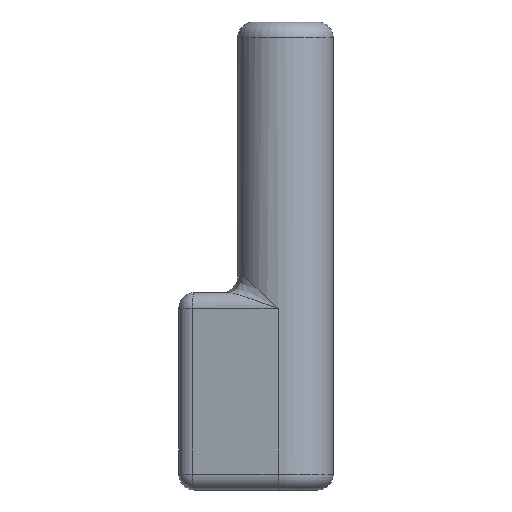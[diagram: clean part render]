
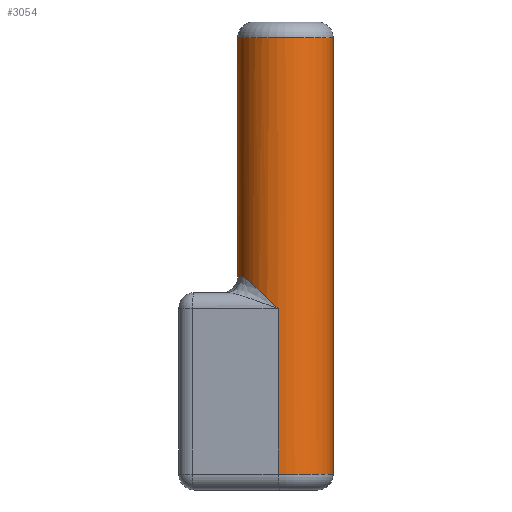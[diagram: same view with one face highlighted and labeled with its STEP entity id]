
A CAD part, front view. The second image highlights one B-rep face of the part: STEP entity #3054.
In plain terms, the highlighted cylindrical face has radius 15 mm (diameter 30 mm), a partial arc.
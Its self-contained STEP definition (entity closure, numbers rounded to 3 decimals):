
#21=B_SPLINE_CURVE_WITH_KNOTS('',3,(#5002,#5003,#5004,#5005,#5006,#5007,
#5008,#5009,#5010,#5011),.UNSPECIFIED.,.F.,.F.,(4,2,1,1,1,1,4),(-0.002,
0.,0.469,0.938,1.407,1.876,
2.345),.UNSPECIFIED.);
#62=CYLINDRICAL_SURFACE('',#3315,15.);
#177=FACE_OUTER_BOUND('',#354,.T.);
#354=EDGE_LOOP('',(#2499,#2500,#2501,#2502,#2503,#2504,#2505,#2506,#2507,
#2508,#2509,#2510,#2511));
#508=CIRCLE('',#3316,15.);
#509=CIRCLE('',#3317,15.);
#510=CIRCLE('',#3318,15.);
#626=LINE('',#4542,#950);
#634=LINE('',#4561,#958);
#644=LINE('',#4583,#968);
#685=LINE('',#4668,#1009);
#715=LINE('',#4794,#1039);
#721=LINE('',#4812,#1045);
#722=LINE('',#4815,#1046);
#723=LINE('',#4819,#1047);
#806=LINE('',#5012,#1130);
#950=VECTOR('',#3611,10.);
#958=VECTOR('',#3627,10.);
#968=VECTOR('',#3645,10.);
#1009=VECTOR('',#3700,10.);
#1039=VECTOR('',#3842,10.);
#1045=VECTOR('',#3866,10.);
#1046=VECTOR('',#3871,10.);
#1047=VECTOR('',#3876,10.);
#1130=VECTOR('',#4023,10.);
#1278=VERTEX_POINT('',#4532);
#1281=VERTEX_POINT('',#4540);
#1287=VERTEX_POINT('',#4558);
#1288=VERTEX_POINT('',#4560);
#1295=VERTEX_POINT('',#4580);
#1296=VERTEX_POINT('',#4582);
#1332=VERTEX_POINT('',#4665);
#1333=VERTEX_POINT('',#4667);
#1364=VERTEX_POINT('',#4755);
#1377=VERTEX_POINT('',#4818);
#1398=VERTEX_POINT('',#4889);
#1444=VERTEX_POINT('',#4999);
#1445=VERTEX_POINT('',#5001);
#1598=EDGE_CURVE('',#1281,#1278,#626,.T.);
#1607=EDGE_CURVE('',#1288,#1287,#634,.T.);
#1618=EDGE_CURVE('',#1296,#1295,#644,.T.);
#1663=EDGE_CURVE('',#1332,#1333,#685,.T.);
#1726=EDGE_CURVE('',#1333,#1281,#715,.T.);
#1735=EDGE_CURVE('',#1364,#1288,#721,.T.);
#1736=EDGE_CURVE('',#1287,#1296,#722,.T.);
#1737=EDGE_CURVE('',#1377,#1364,#723,.T.);
#1829=EDGE_CURVE('',#1444,#1332,#508,.T.);
#1830=EDGE_CURVE('',#1445,#1444,#21,.T.);
#1831=EDGE_CURVE('',#1398,#1445,#806,.T.);
#1832=EDGE_CURVE('',#1377,#1398,#509,.T.);
#1833=EDGE_CURVE('',#1278,#1295,#510,.T.);
#2499=ORIENTED_EDGE('',*,*,#1829,.F.);
#2500=ORIENTED_EDGE('',*,*,#1830,.F.);
#2501=ORIENTED_EDGE('',*,*,#1831,.F.);
#2502=ORIENTED_EDGE('',*,*,#1832,.F.);
#2503=ORIENTED_EDGE('',*,*,#1737,.T.);
#2504=ORIENTED_EDGE('',*,*,#1735,.T.);
#2505=ORIENTED_EDGE('',*,*,#1607,.T.);
#2506=ORIENTED_EDGE('',*,*,#1736,.T.);
#2507=ORIENTED_EDGE('',*,*,#1618,.T.);
#2508=ORIENTED_EDGE('',*,*,#1833,.F.);
#2509=ORIENTED_EDGE('',*,*,#1598,.F.);
#2510=ORIENTED_EDGE('',*,*,#1726,.F.);
#2511=ORIENTED_EDGE('',*,*,#1663,.F.);
#3054=ADVANCED_FACE('',(#177),#62,.T.);
#3315=AXIS2_PLACEMENT_3D('',#4998,#4019,#4020);
#3316=AXIS2_PLACEMENT_3D('',#5000,#4021,#4022);
#3317=AXIS2_PLACEMENT_3D('',#5013,#4024,#4025);
#3318=AXIS2_PLACEMENT_3D('',#5014,#4026,#4027);
#3611=DIRECTION('',(0.,0.,1.));
#3627=DIRECTION('',(0.,0.,1.));
#3645=DIRECTION('',(0.,0.,1.));
#3700=DIRECTION('',(0.,0.,1.));
#3842=DIRECTION('',(0.,0.,1.));
#3866=DIRECTION('',(0.,0.,1.));
#3871=DIRECTION('',(0.,0.,1.));
#3876=DIRECTION('',(0.,0.,1.));
#4019=DIRECTION('center_axis',(0.,0.,1.));
#4020=DIRECTION('ref_axis',(-1.,0.,0.));
#4021=DIRECTION('center_axis',(0.,0.,-1.));
#4022=DIRECTION('ref_axis',(-0.959,-0.284,0.));
#4023=DIRECTION('',(0.,0.,1.));
#4024=DIRECTION('center_axis',(0.,0.,-1.));
#4025=DIRECTION('ref_axis',(0.651,-0.759,0.));
#4026=DIRECTION('center_axis',(0.,0.,1.));
#4027=DIRECTION('ref_axis',(0.,-1.,0.));
#4532=CARTESIAN_POINT('',(-15.,0.,142.));
#4540=CARTESIAN_POINT('',(-15.,0.,100.));
#4542=CARTESIAN_POINT('',(-15.,0.,62.));
#4558=CARTESIAN_POINT('',(15.,0.,93.));
#4560=CARTESIAN_POINT('',(15.,0.,59.));
#4561=CARTESIAN_POINT('',(15.,0.,0.));
#4580=CARTESIAN_POINT('',(15.,0.,142.));
#4582=CARTESIAN_POINT('',(15.,0.,100.));
#4583=CARTESIAN_POINT('',(15.,0.,0.));
#4665=CARTESIAN_POINT('',(-15.,0.,67.));
#4667=CARTESIAN_POINT('',(-15.,0.,93.));
#4668=CARTESIAN_POINT('',(-15.,0.,62.));
#4755=CARTESIAN_POINT('',(15.,0.,52.));
#4794=CARTESIAN_POINT('',(-15.,0.,62.));
#4812=CARTESIAN_POINT('',(15.,0.,0.));
#4815=CARTESIAN_POINT('',(15.,0.,0.));
#4818=CARTESIAN_POINT('',(15.,0.,5.));
#4819=CARTESIAN_POINT('',(15.,0.,0.));
#4889=CARTESIAN_POINT('',(-2.291,-14.824,5.));
#4998=CARTESIAN_POINT('Origin',(0.,0.,0.));
#4999=CARTESIAN_POINT('',(-13.984,-5.428,67.));
#5000=CARTESIAN_POINT('Origin',(0.,0.,67.));
#5001=CARTESIAN_POINT('',(-2.291,-14.824,57.));
#5002=CARTESIAN_POINT('Ctrl Pts',(-2.291,-14.824,57.));
#5003=CARTESIAN_POINT('Ctrl Pts',(-2.296,-14.823,57.004));
#5004=CARTESIAN_POINT('Ctrl Pts',(-2.3,-14.823,57.008));
#5005=CARTESIAN_POINT('Ctrl Pts',(-3.25,-14.675,57.915));
#5006=CARTESIAN_POINT('Ctrl Pts',(-5.122,-14.198,59.728));
#5007=CARTESIAN_POINT('Ctrl Pts',(-7.793,-12.934,62.321));
#5008=CARTESIAN_POINT('Ctrl Pts',(-10.27,-11.084,64.642));
#5009=CARTESIAN_POINT('Ctrl Pts',(-12.444,-8.606,66.446));
#5010=CARTESIAN_POINT('Ctrl Pts',(-13.559,-6.521,67.));
#5011=CARTESIAN_POINT('Ctrl Pts',(-13.984,-5.428,67.));
#5012=CARTESIAN_POINT('',(-2.291,-14.824,0.));
#5013=CARTESIAN_POINT('Origin',(0.,0.,5.));
#5014=CARTESIAN_POINT('Origin',(0.,0.,142.));
